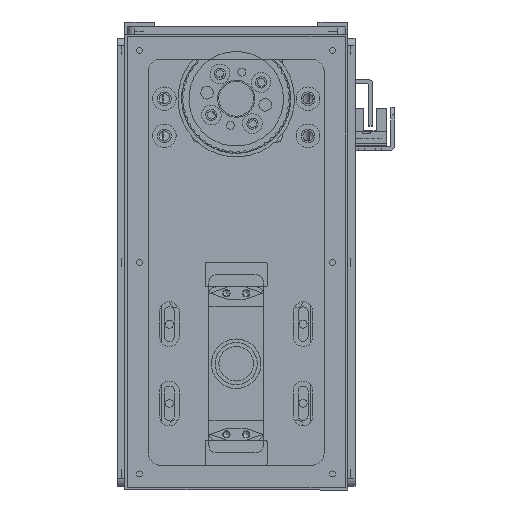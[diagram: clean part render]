
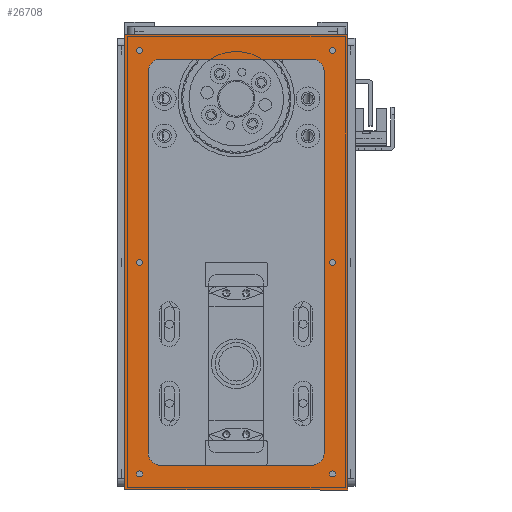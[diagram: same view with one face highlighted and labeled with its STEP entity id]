
A CAD part, left-side view. The second image highlights one B-rep face of the part: STEP entity #26708.
In plain terms, the highlighted face is planar.
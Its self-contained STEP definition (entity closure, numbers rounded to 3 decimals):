
#1093=FACE_BOUND('',#4716,.T.);
#1094=FACE_BOUND('',#4717,.T.);
#1095=FACE_BOUND('',#4718,.T.);
#1096=FACE_BOUND('',#4719,.T.);
#1097=FACE_BOUND('',#4720,.T.);
#1098=FACE_BOUND('',#4721,.T.);
#1099=FACE_BOUND('',#4722,.T.);
#1689=PLANE('',#29658);
#2848=FACE_OUTER_BOUND('',#4715,.T.);
#4715=EDGE_LOOP('',(#22898,#22899,#22900,#22901));
#4716=EDGE_LOOP('',(#22902));
#4717=EDGE_LOOP('',(#22903));
#4718=EDGE_LOOP('',(#22904));
#4719=EDGE_LOOP('',(#22905));
#4720=EDGE_LOOP('',(#22906));
#4721=EDGE_LOOP('',(#22907));
#4722=EDGE_LOOP('',(#22908,#22909,#22910,#22911,#22912,#22913,#22914,#22915));
#6748=LINE('',#45158,#8833);
#6754=LINE('',#45173,#8839);
#6758=LINE('',#45185,#8843);
#6761=LINE('',#45194,#8846);
#6838=LINE('',#45463,#8923);
#6842=LINE('',#45471,#8927);
#6845=LINE('',#45477,#8930);
#6848=LINE('',#45482,#8933);
#8833=VECTOR('',#36309,10.);
#8839=VECTOR('',#36323,10.);
#8843=VECTOR('',#36335,10.);
#8846=VECTOR('',#36346,10.);
#8923=VECTOR('',#36627,10.);
#8927=VECTOR('',#36633,10.);
#8930=VECTOR('',#36638,10.);
#8933=VECTOR('',#36643,10.);
#10351=CIRCLE('',#29537,5.);
#10353=CIRCLE('',#29541,5.);
#10355=CIRCLE('',#29545,5.);
#10357=CIRCLE('',#29549,5.);
#10371=CIRCLE('',#29571,1.23);
#10373=CIRCLE('',#29574,1.23);
#10375=CIRCLE('',#29577,1.23);
#10377=CIRCLE('',#29580,1.23);
#10379=CIRCLE('',#29583,1.23);
#10381=CIRCLE('',#29586,1.23);
#12737=VERTEX_POINT('',#45148);
#12738=VERTEX_POINT('',#45149);
#12741=VERTEX_POINT('',#45157);
#12743=VERTEX_POINT('',#45163);
#12744=VERTEX_POINT('',#45164);
#12747=VERTEX_POINT('',#45175);
#12748=VERTEX_POINT('',#45176);
#12751=VERTEX_POINT('',#45187);
#12765=VERTEX_POINT('',#45232);
#12767=VERTEX_POINT('',#45238);
#12769=VERTEX_POINT('',#45244);
#12771=VERTEX_POINT('',#45250);
#12773=VERTEX_POINT('',#45256);
#12775=VERTEX_POINT('',#45262);
#12841=VERTEX_POINT('',#45461);
#12842=VERTEX_POINT('',#45462);
#12845=VERTEX_POINT('',#45470);
#12847=VERTEX_POINT('',#45476);
#16142=EDGE_CURVE('',#12737,#12738,#10351,.T.);
#16146=EDGE_CURVE('',#12741,#12738,#6748,.T.);
#16149=EDGE_CURVE('',#12743,#12744,#10353,.T.);
#16154=EDGE_CURVE('',#12737,#12744,#6754,.T.);
#16155=EDGE_CURVE('',#12747,#12748,#10355,.T.);
#16160=EDGE_CURVE('',#12743,#12748,#6758,.T.);
#16161=EDGE_CURVE('',#12741,#12751,#10357,.T.);
#16165=EDGE_CURVE('',#12747,#12751,#6761,.T.);
#16184=EDGE_CURVE('',#12765,#12765,#10371,.T.);
#16187=EDGE_CURVE('',#12767,#12767,#10373,.T.);
#16190=EDGE_CURVE('',#12769,#12769,#10375,.T.);
#16193=EDGE_CURVE('',#12771,#12771,#10377,.T.);
#16196=EDGE_CURVE('',#12773,#12773,#10379,.T.);
#16199=EDGE_CURVE('',#12775,#12775,#10381,.T.);
#16298=EDGE_CURVE('',#12841,#12842,#6838,.T.);
#16302=EDGE_CURVE('',#12845,#12841,#6842,.T.);
#16305=EDGE_CURVE('',#12847,#12845,#6845,.T.);
#16308=EDGE_CURVE('',#12842,#12847,#6848,.T.);
#22898=ORIENTED_EDGE('',*,*,#16308,.F.);
#22899=ORIENTED_EDGE('',*,*,#16298,.F.);
#22900=ORIENTED_EDGE('',*,*,#16302,.F.);
#22901=ORIENTED_EDGE('',*,*,#16305,.F.);
#22902=ORIENTED_EDGE('',*,*,#16184,.T.);
#22903=ORIENTED_EDGE('',*,*,#16187,.T.);
#22904=ORIENTED_EDGE('',*,*,#16190,.T.);
#22905=ORIENTED_EDGE('',*,*,#16193,.T.);
#22906=ORIENTED_EDGE('',*,*,#16196,.T.);
#22907=ORIENTED_EDGE('',*,*,#16199,.T.);
#22908=ORIENTED_EDGE('',*,*,#16146,.T.);
#22909=ORIENTED_EDGE('',*,*,#16142,.F.);
#22910=ORIENTED_EDGE('',*,*,#16154,.T.);
#22911=ORIENTED_EDGE('',*,*,#16149,.F.);
#22912=ORIENTED_EDGE('',*,*,#16160,.T.);
#22913=ORIENTED_EDGE('',*,*,#16155,.F.);
#22914=ORIENTED_EDGE('',*,*,#16165,.T.);
#22915=ORIENTED_EDGE('',*,*,#16161,.F.);
#26708=ADVANCED_FACE('',(#2848,#1093,#1094,#1095,#1096,#1097,#1098,#1099),
#1689,.T.);
#29537=AXIS2_PLACEMENT_3D('',#45150,#36301,#36302);
#29541=AXIS2_PLACEMENT_3D('',#45165,#36314,#36315);
#29545=AXIS2_PLACEMENT_3D('',#45177,#36326,#36327);
#29549=AXIS2_PLACEMENT_3D('',#45188,#36338,#36339);
#29571=AXIS2_PLACEMENT_3D('',#45233,#36391,#36392);
#29574=AXIS2_PLACEMENT_3D('',#45239,#36398,#36399);
#29577=AXIS2_PLACEMENT_3D('',#45245,#36405,#36406);
#29580=AXIS2_PLACEMENT_3D('',#45251,#36412,#36413);
#29583=AXIS2_PLACEMENT_3D('',#45257,#36419,#36420);
#29586=AXIS2_PLACEMENT_3D('',#45263,#36426,#36427);
#29658=AXIS2_PLACEMENT_3D('',#45485,#36647,#36648);
#36301=DIRECTION('center_axis',(0.,0.,1.));
#36302=DIRECTION('ref_axis',(0.707,0.707,0.));
#36309=DIRECTION('',(1.,0.,0.));
#36314=DIRECTION('center_axis',(0.,0.,1.));
#36315=DIRECTION('ref_axis',(0.707,-0.707,0.));
#36323=DIRECTION('',(0.,-1.,0.));
#36326=DIRECTION('center_axis',(0.,0.,1.));
#36327=DIRECTION('ref_axis',(-0.707,-0.707,0.));
#36335=DIRECTION('',(-1.,0.,0.));
#36338=DIRECTION('center_axis',(0.,0.,1.));
#36339=DIRECTION('ref_axis',(-0.707,0.707,0.));
#36346=DIRECTION('',(0.,1.,0.));
#36391=DIRECTION('center_axis',(0.,0.,-1.));
#36392=DIRECTION('ref_axis',(1.,0.,0.));
#36398=DIRECTION('center_axis',(0.,0.,-1.));
#36399=DIRECTION('ref_axis',(1.,0.,0.));
#36405=DIRECTION('center_axis',(0.,0.,-1.));
#36406=DIRECTION('ref_axis',(1.,0.,0.));
#36412=DIRECTION('center_axis',(0.,0.,-1.));
#36413=DIRECTION('ref_axis',(1.,0.,0.));
#36419=DIRECTION('center_axis',(0.,0.,-1.));
#36420=DIRECTION('ref_axis',(1.,0.,0.));
#36426=DIRECTION('center_axis',(0.,0.,-1.));
#36427=DIRECTION('ref_axis',(1.,0.,0.));
#36627=DIRECTION('',(0.,1.,0.));
#36633=DIRECTION('',(-1.,0.,0.));
#36638=DIRECTION('',(0.,-1.,0.));
#36643=DIRECTION('',(1.,0.,0.));
#36647=DIRECTION('center_axis',(0.,0.,1.));
#36648=DIRECTION('ref_axis',(1.,0.,0.));
#45148=CARTESIAN_POINT('',(82.,30.5,0.));
#45149=CARTESIAN_POINT('',(77.,35.5,0.));
#45150=CARTESIAN_POINT('Origin',(77.,30.5,0.));
#45157=CARTESIAN_POINT('',(-77.,35.5,0.));
#45158=CARTESIAN_POINT('',(-41.,35.5,0.));
#45163=CARTESIAN_POINT('',(77.,-35.5,0.));
#45164=CARTESIAN_POINT('',(82.,-30.5,0.));
#45165=CARTESIAN_POINT('Origin',(77.,-30.5,0.));
#45173=CARTESIAN_POINT('',(82.,17.75,0.));
#45175=CARTESIAN_POINT('',(-82.,-30.5,0.));
#45176=CARTESIAN_POINT('',(-77.,-35.5,0.));
#45177=CARTESIAN_POINT('Origin',(-77.,-30.5,0.));
#45185=CARTESIAN_POINT('',(41.,-35.5,0.));
#45187=CARTESIAN_POINT('',(-82.,30.5,0.));
#45188=CARTESIAN_POINT('Origin',(-77.,30.5,0.));
#45194=CARTESIAN_POINT('',(-82.,-17.75,0.));
#45232=CARTESIAN_POINT('',(84.271,39.,0.));
#45233=CARTESIAN_POINT('Origin',(85.5,39.,0.));
#45238=CARTESIAN_POINT('',(-1.23,-39.,0.));
#45239=CARTESIAN_POINT('Origin',(0.,-39.,0.));
#45244=CARTESIAN_POINT('',(-86.73,39.,0.));
#45245=CARTESIAN_POINT('Origin',(-85.5,39.,0.));
#45250=CARTESIAN_POINT('',(-86.73,-39.,0.));
#45251=CARTESIAN_POINT('Origin',(-85.5,-39.,0.));
#45256=CARTESIAN_POINT('',(84.271,-39.,0.));
#45257=CARTESIAN_POINT('Origin',(85.5,-39.,0.));
#45262=CARTESIAN_POINT('',(-1.23,39.,0.));
#45263=CARTESIAN_POINT('Origin',(0.,39.,0.));
#45461=CARTESIAN_POINT('',(-92.,-45.,0.));
#45462=CARTESIAN_POINT('',(-92.,45.,0.));
#45463=CARTESIAN_POINT('',(-92.,-45.,0.));
#45470=CARTESIAN_POINT('',(92.,-45.,0.));
#45471=CARTESIAN_POINT('',(92.,-45.,0.));
#45476=CARTESIAN_POINT('',(92.,45.,0.));
#45477=CARTESIAN_POINT('',(92.,45.,0.));
#45482=CARTESIAN_POINT('',(-92.,45.,0.));
#45485=CARTESIAN_POINT('Origin',(0.,0.,
0.));
